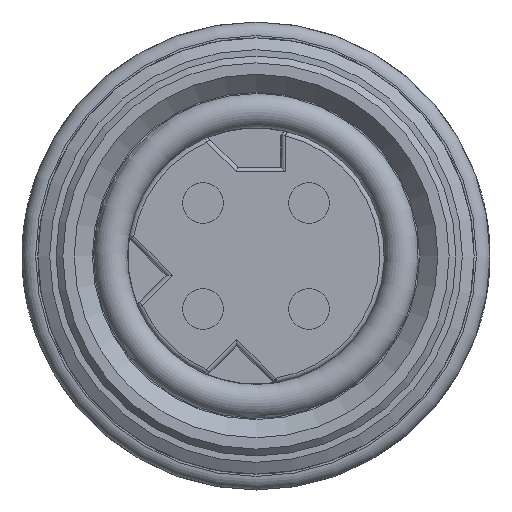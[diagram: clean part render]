
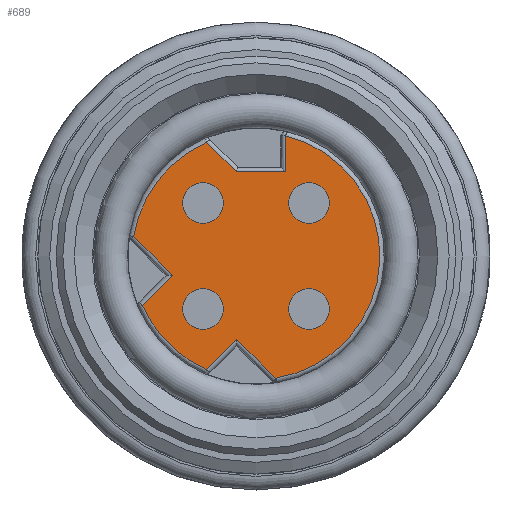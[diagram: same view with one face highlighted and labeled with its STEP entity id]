
A CAD part, front view. The second image highlights one B-rep face of the part: STEP entity #689.
In plain terms, the highlighted planar face has unit normal (0, -1, 0).
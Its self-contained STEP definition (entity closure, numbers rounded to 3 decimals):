
#346=LINE('',#5187,#440);
#347=LINE('',#5191,#441);
#349=LINE('',#5197,#443);
#350=LINE('',#5202,#444);
#352=LINE('',#5208,#446);
#355=LINE('',#5221,#449);
#357=LINE('',#5227,#451);
#440=VECTOR('',#3329,1.);
#441=VECTOR('',#3334,1.);
#443=VECTOR('',#3340,1.);
#444=VECTOR('',#3345,1.);
#446=VECTOR('',#3351,1.);
#449=VECTOR('',#3362,1.);
#451=VECTOR('',#3368,1.);
#689=ADVANCED_FACE('',(#827,#828,#829,#830,#831),#769,.F.);
#769=PLANE('',#2796);
#827=FACE_BOUND('',#998,.T.);
#828=FACE_BOUND('',#999,.T.);
#829=FACE_BOUND('',#1000,.T.);
#830=FACE_BOUND('',#1001,.T.);
#831=FACE_BOUND('',#1002,.T.);
#998=EDGE_LOOP('',(#1532,#1533,#1534,#1535,#1536,#1537,#1538,#1539,#1540,
#1541));
#999=EDGE_LOOP('',(#1542));
#1000=EDGE_LOOP('',(#1543));
#1001=EDGE_LOOP('',(#1544));
#1002=EDGE_LOOP('',(#1545));
#1532=ORIENTED_EDGE('',*,*,#2258,.T.);
#1533=ORIENTED_EDGE('',*,*,#2225,.T.);
#1534=ORIENTED_EDGE('',*,*,#2222,.T.);
#1535=ORIENTED_EDGE('',*,*,#2259,.T.);
#1536=ORIENTED_EDGE('',*,*,#2234,.T.);
#1537=ORIENTED_EDGE('',*,*,#2231,.T.);
#1538=ORIENTED_EDGE('',*,*,#2260,.T.);
#1539=ORIENTED_EDGE('',*,*,#2220,.T.);
#1540=ORIENTED_EDGE('',*,*,#2217,.T.);
#1541=ORIENTED_EDGE('',*,*,#2215,.T.);
#1542=ORIENTED_EDGE('',*,*,#2211,.T.);
#1543=ORIENTED_EDGE('',*,*,#2210,.F.);
#1544=ORIENTED_EDGE('',*,*,#2209,.F.);
#1545=ORIENTED_EDGE('',*,*,#2208,.F.);
#1909=VERTEX_POINT('',#5170);
#1910=VERTEX_POINT('',#5173);
#1911=VERTEX_POINT('',#5176);
#1912=VERTEX_POINT('',#5179);
#1913=VERTEX_POINT('',#5182);
#1915=VERTEX_POINT('',#5186);
#1916=VERTEX_POINT('',#5190);
#1917=VERTEX_POINT('',#5194);
#1920=VERTEX_POINT('',#5201);
#1921=VERTEX_POINT('',#5203);
#1923=VERTEX_POINT('',#5209);
#1925=VERTEX_POINT('',#5215);
#1928=VERTEX_POINT('',#5220);
#1930=VERTEX_POINT('',#5225);
#2208=EDGE_CURVE('',#1909,#1909,#2478,.T.);
#2209=EDGE_CURVE('',#1910,#1910,#2479,.T.);
#2210=EDGE_CURVE('',#1911,#1911,#2480,.T.);
#2211=EDGE_CURVE('',#1912,#1912,#2481,.T.);
#2215=EDGE_CURVE('',#1913,#1915,#346,.T.);
#2217=EDGE_CURVE('',#1916,#1913,#347,.T.);
#2220=EDGE_CURVE('',#1917,#1916,#349,.T.);
#2222=EDGE_CURVE('',#1921,#1920,#350,.T.);
#2225=EDGE_CURVE('',#1923,#1921,#352,.T.);
#2231=EDGE_CURVE('',#1925,#1928,#355,.T.);
#2234=EDGE_CURVE('',#1930,#1925,#357,.T.);
#2258=EDGE_CURVE('',#1915,#1923,#2502,.T.);
#2259=EDGE_CURVE('',#1920,#1930,#2503,.T.);
#2260=EDGE_CURVE('',#1928,#1917,#2504,.T.);
#2478=CIRCLE('',#2744,0.45);
#2479=CIRCLE('',#2746,0.45);
#2480=CIRCLE('',#2748,0.45);
#2481=CIRCLE('',#2750,0.45);
#2502=CIRCLE('',#2793,2.725);
#2503=CIRCLE('',#2794,2.725);
#2504=CIRCLE('',#2795,2.725);
#2744=AXIS2_PLACEMENT_3D('',#5169,#3308,#3309);
#2746=AXIS2_PLACEMENT_3D('',#5172,#3312,#3313);
#2748=AXIS2_PLACEMENT_3D('',#5175,#3316,#3317);
#2750=AXIS2_PLACEMENT_3D('',#5178,#3320,#3321);
#2793=AXIS2_PLACEMENT_3D('',#5275,#3428,#3429);
#2794=AXIS2_PLACEMENT_3D('',#5276,#3430,#3431);
#2795=AXIS2_PLACEMENT_3D('',#5277,#3432,#3433);
#2796=AXIS2_PLACEMENT_3D('',#5278,#3434,#3435);
#3308=DIRECTION('',(0.,-1.,0.));
#3309=DIRECTION('',(-0.707,0.,-0.707));
#3312=DIRECTION('',(0.,-1.,0.));
#3313=DIRECTION('',(-0.707,0.,-0.707));
#3316=DIRECTION('',(0.,-1.,0.));
#3317=DIRECTION('',(-0.707,0.,-0.707));
#3320=DIRECTION('',(0.,1.,0.));
#3321=DIRECTION('',(-0.707,0.,-0.707));
#3329=DIRECTION('',(-0.707,0.,0.707));
#3334=DIRECTION('',(-1.,0.,0.));
#3340=DIRECTION('',(0.,0.,-1.));
#3345=DIRECTION('',(-0.707,0.,-0.707));
#3351=DIRECTION('',(0.707,0.,-0.707));
#3362=DIRECTION('',(0.707,0.,-0.707));
#3368=DIRECTION('',(0.707,0.,0.707));
#3428=DIRECTION('',(0.,-1.,0.));
#3429=DIRECTION('',(1.,0.,0.));
#3430=DIRECTION('',(0.,-1.,0.));
#3431=DIRECTION('',(1.,0.,0.));
#3432=DIRECTION('',(0.,-1.,0.));
#3433=DIRECTION('',(1.,0.,0.));
#3434=DIRECTION('',(0.,1.,0.));
#3435=DIRECTION('',(1.,0.,0.));
#5169=CARTESIAN_POINT('',(104.508,-12.975,-1.167));
#5170=CARTESIAN_POINT('',(104.19,-12.975,-1.485));
#5172=CARTESIAN_POINT('',(106.842,-12.975,1.167));
#5173=CARTESIAN_POINT('',(106.524,-12.975,0.849));
#5175=CARTESIAN_POINT('',(106.842,-12.975,-1.167));
#5176=CARTESIAN_POINT('',(106.524,-12.975,-1.485));
#5178=CARTESIAN_POINT('',(104.508,-12.975,1.167));
#5179=CARTESIAN_POINT('',(104.19,-12.975,0.849));
#5182=CARTESIAN_POINT('',(105.239,-12.975,1.85));
#5186=CARTESIAN_POINT('',(104.59,-12.975,2.5));
#5187=CARTESIAN_POINT('',(104.542,-12.975,2.547));
#5190=CARTESIAN_POINT('',(106.325,-12.975,1.85));
#5191=CARTESIAN_POINT('',(105.281,-12.975,1.85));
#5194=CARTESIAN_POINT('',(106.325,-12.975,2.646));
#5197=CARTESIAN_POINT('',(106.325,-12.975,1.95));
#5201=CARTESIAN_POINT('',(103.176,-12.975,-1.085));
#5202=CARTESIAN_POINT('',(103.128,-12.975,-1.133));
#5203=CARTESIAN_POINT('',(103.837,-12.975,-0.424));
#5208=CARTESIAN_POINT('',(103.766,-12.975,-0.354));
#5209=CARTESIAN_POINT('',(102.984,-12.975,0.428));
#5215=CARTESIAN_POINT('',(105.251,-12.975,-1.838));
#5220=CARTESIAN_POINT('',(106.103,-12.975,-2.691));
#5221=CARTESIAN_POINT('',(104.544,-12.975,-1.131));
#5225=CARTESIAN_POINT('',(104.59,-12.975,-2.5));
#5227=CARTESIAN_POINT('',(106.382,-12.975,-0.707));
#5275=CARTESIAN_POINT('',(105.675,-12.975,0.));
#5276=CARTESIAN_POINT('',(105.675,-12.975,0.));
#5277=CARTESIAN_POINT('',(105.675,-12.975,0.));
#5278=CARTESIAN_POINT('',(105.675,-12.975,0.));
